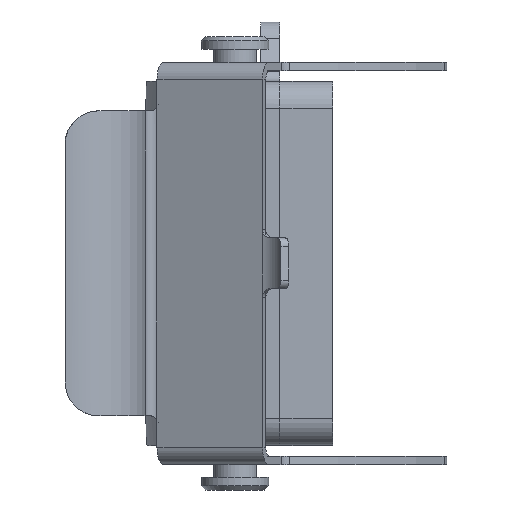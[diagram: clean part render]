
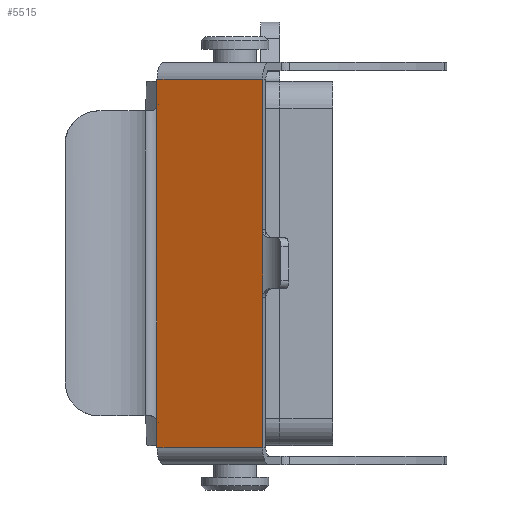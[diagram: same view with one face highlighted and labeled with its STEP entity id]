
A CAD part, left-side view. The second image highlights one B-rep face of the part: STEP entity #5515.
In plain terms, the highlighted planar face has unit normal (-0.918, 0.395, 0).
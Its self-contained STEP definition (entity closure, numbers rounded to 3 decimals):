
#184 = FACE_OUTER_BOUND ( 'NONE', #9337, .T. ) ;
#332 = LINE ( 'NONE', #2507, #2933 ) ;
#380 = LINE ( 'NONE', #2293, #7567 ) ;
#622 = LINE ( 'NONE', #6144, #1437 ) ;
#629 = LINE ( 'NONE', #6161, #1447 ) ;
#760 = LINE ( 'NONE', #6776, #1667 ) ;
#765 = LINE ( 'NONE', #6798, #1680 ) ;
#954 = VECTOR ( 'NONE', #2092, 1000. ) ;
#1437 = VECTOR ( 'NONE', #6145, 1000. ) ;
#1447 = VECTOR ( 'NONE', #6162, 1000. ) ;
#1667 = VECTOR ( 'NONE', #6777, 1000. ) ;
#1680 = VECTOR ( 'NONE', #6799, 1000. ) ;
#1773 = VECTOR ( 'NONE', #6998, 1000. ) ;
#1820 = LINE ( 'NONE', #6997, #1773 ) ;
#2092 = DIRECTION ( 'NONE',  ( 0., 0., 1. ) ) ;
#2093 = CARTESIAN_POINT ( 'NONE',  ( -6.886, 14.996, -39.5 ) ) ;
#2283 = PLANE ( 'NONE',  #7183 ) ;
#2291 = DIRECTION ( 'NONE',  ( -0.395, -0.919, 0. ) ) ;
#2293 = CARTESIAN_POINT ( 'NONE',  ( -12.247, 2.538, -43.25 ) ) ;
#2385 = DIRECTION ( 'NONE',  ( -0.395, -0.919, 0. ) ) ;
#2506 = DIRECTION ( 'NONE',  ( 0.395, 0.919, 0. ) ) ;
#2507 = CARTESIAN_POINT ( 'NONE',  ( -6.886, 14.996, 0.25 ) ) ;
#2642 = CARTESIAN_POINT ( 'NONE',  ( -12.247, 2.538, -45.25 ) ) ;
#2754 = DIRECTION ( 'NONE',  ( -0.919, 0.395, 0. ) ) ;
#2933 = VECTOR ( 'NONE', #2506, 1000. ) ;
#3959 = ORIENTED_EDGE ( 'NONE', *, *, #5233, .F. ) ;
#4144 = ORIENTED_EDGE ( 'NONE', *, *, #5627, .T. ) ;
#4173 = ORIENTED_EDGE ( 'NONE', *, *, #9606, .T. ) ;
#4213 = ORIENTED_EDGE ( 'NONE', *, *, #9550, .T. ) ;
#4240 = ORIENTED_EDGE ( 'NONE', *, *, #9559, .T. ) ;
#4253 = ORIENTED_EDGE ( 'NONE', *, *, #9078, .T. ) ;
#4519 = ORIENTED_EDGE ( 'NONE', *, *, #5599, .T. ) ;
#4566 = ORIENTED_EDGE ( 'NONE', *, *, #9099, .T. ) ;
#5233 = EDGE_CURVE ( 'NONE', #8445, #8420, #7284, .T. ) ;
#5515 = ADVANCED_FACE ( 'NONE', ( #184 ), #2283, .T. ) ;
#5599 = EDGE_CURVE ( 'NONE', #8411, #8421, #332, .T. ) ;
#5627 = EDGE_CURVE ( 'NONE', #8446, #8453, #380, .T. ) ;
#6144 = CARTESIAN_POINT ( 'NONE',  ( -12.247, 2.538, -45.25 ) ) ;
#6145 = DIRECTION ( 'NONE',  ( 0., 0., 1. ) ) ;
#6161 = CARTESIAN_POINT ( 'NONE',  ( -6.886, 14.996, -45.25 ) ) ;
#6162 = DIRECTION ( 'NONE',  ( 0., 0., -1. ) ) ;
#6776 = CARTESIAN_POINT ( 'NONE',  ( -6.886, 14.996, -45.25 ) ) ;
#6777 = DIRECTION ( 'NONE',  ( 0., 0., -1. ) ) ;
#6798 = CARTESIAN_POINT ( 'NONE',  ( -12.247, 2.538, -45.25 ) ) ;
#6799 = DIRECTION ( 'NONE',  ( 0., 0., 1. ) ) ;
#6997 = CARTESIAN_POINT ( 'NONE',  ( -12.247, 2.538, -24.5 ) ) ;
#6998 = DIRECTION ( 'NONE',  ( 0., 0., 1. ) ) ;
#7183 = AXIS2_PLACEMENT_3D ( 'NONE', #2642, #2754, #2385 ) ;
#7284 = LINE ( 'NONE', #2093, #954 ) ;
#7567 = VECTOR ( 'NONE', #2291, 1000. ) ;
#7644 = CARTESIAN_POINT ( 'NONE',  ( -6.886, 14.996, -2.75 ) ) ;
#7740 = CARTESIAN_POINT ( 'NONE',  ( -6.886, 14.996, -40.25 ) ) ;
#7770 = CARTESIAN_POINT ( 'NONE',  ( -12.247, 2.538, -25.5 ) ) ;
#7835 = CARTESIAN_POINT ( 'NONE',  ( -12.247, 2.538, 0.25 ) ) ;
#7839 = CARTESIAN_POINT ( 'NONE',  ( -12.247, 2.538, -17.5 ) ) ;
#7857 = CARTESIAN_POINT ( 'NONE',  ( -6.886, 14.996, 0.25 ) ) ;
#7879 = CARTESIAN_POINT ( 'NONE',  ( -6.886, 14.996, -43.25 ) ) ;
#7912 = CARTESIAN_POINT ( 'NONE',  ( -12.247, 2.538, -43.25 ) ) ;
#8411 = VERTEX_POINT ( 'NONE', #7835 ) ;
#8413 = VERTEX_POINT ( 'NONE', #7839 ) ;
#8420 = VERTEX_POINT ( 'NONE', #7644 ) ;
#8421 = VERTEX_POINT ( 'NONE', #7857 ) ;
#8445 = VERTEX_POINT ( 'NONE', #7740 ) ;
#8446 = VERTEX_POINT ( 'NONE', #7879 ) ;
#8453 = VERTEX_POINT ( 'NONE', #7912 ) ;
#8454 = VERTEX_POINT ( 'NONE', #7770 ) ;
#9078 = EDGE_CURVE ( 'NONE', #8413, #8411, #622, .T. ) ;
#9099 = EDGE_CURVE ( 'NONE', #8421, #8420, #629, .T. ) ;
#9337 = EDGE_LOOP ( 'NONE', ( #4253, #4519, #4566, #3959, #4213, #4144, #4240, #4173 ) ) ;
#9550 = EDGE_CURVE ( 'NONE', #8445, #8446, #760, .T. ) ;
#9559 = EDGE_CURVE ( 'NONE', #8453, #8454, #765, .T. ) ;
#9606 = EDGE_CURVE ( 'NONE', #8454, #8413, #1820, .T. ) ;
